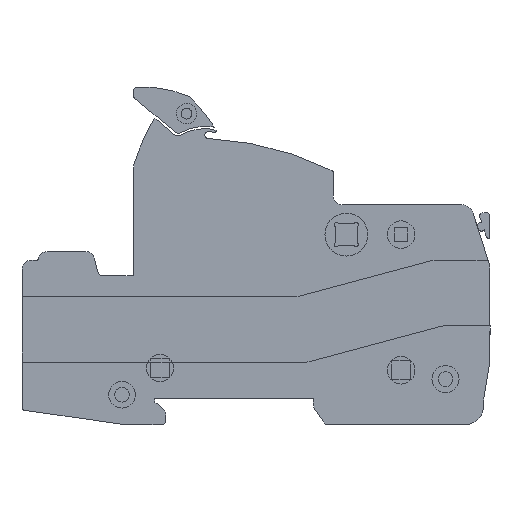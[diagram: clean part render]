
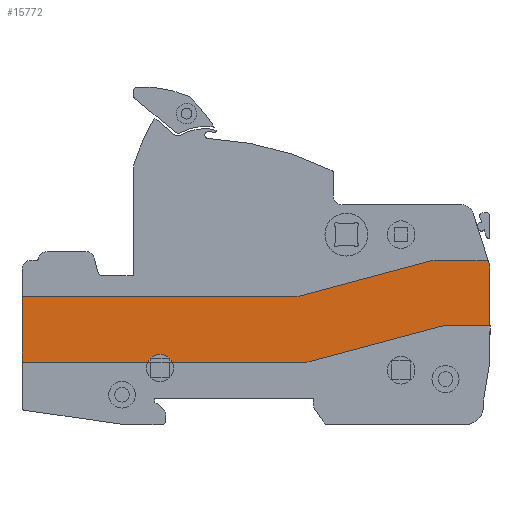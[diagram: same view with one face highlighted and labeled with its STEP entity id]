
A CAD part, left-side view. The second image highlights one B-rep face of the part: STEP entity #15772.
In plain terms, the highlighted planar face has unit normal (-1, 0, 0).
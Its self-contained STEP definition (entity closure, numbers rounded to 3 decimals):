
#15552=CARTESIAN_POINT('',(0.0,13.677,8.124));
#15553=VERTEX_POINT('',#15552);
#15560=CARTESIAN_POINT('',(0.0,19.284,8.124));
#15561=VERTEX_POINT('',#15560);
#15562=CARTESIAN_POINT('',(0.0,16.48,6.8));
#15563=DIRECTION('',(1.0,0.0,0.0));
#15564=DIRECTION('',(0.0,0.0,1.0));
#15565=AXIS2_PLACEMENT_3D('',#15562,#15563,#15564);
#15566=CIRCLE('',#15565,3.1);
#15567=EDGE_CURVE('',#15561,#15553,#15566,.T.);
#15610=CARTESIAN_POINT('',(0.0,47.5,8.124));
#15611=VERTEX_POINT('',#15610);
#15612=CARTESIAN_POINT('',(0.0,19.284,8.124));
#15613=DIRECTION('',(0.0,1.0,0.0));
#15614=VECTOR('',#15613,28.216);
#15615=LINE('',#15612,#15614);
#15616=EDGE_CURVE('',#15561,#15611,#15615,.T.);
#15634=CARTESIAN_POINT('',(0.0,-16.272,8.124));
#15635=VERTEX_POINT('',#15634);
#15642=CARTESIAN_POINT('',(0.0,-16.272,8.124));
#15643=DIRECTION('',(0.0,1.0,0.0));
#15644=VECTOR('',#15643,29.948);
#15645=LINE('',#15642,#15644);
#15646=EDGE_CURVE('',#15635,#15553,#15645,.T.);
#15655=CARTESIAN_POINT('',(0.,-5.272,17.841));
#15656=DIRECTION('',(-1.0,0.0,0.0));
#15657=DIRECTION('',(0.0,0.0,1.0));
#15658=AXIS2_PLACEMENT_3D('',#15655,#15656,#15657);
#15659=PLANE('',#15658);
#15660=ORIENTED_EDGE('',*,*,#15567,.T.);
#15661=ORIENTED_EDGE('',*,*,#15646,.F.);
#15662=CARTESIAN_POINT('',(0.0,-17.047,8.226));
#15663=VERTEX_POINT('',#15662);
#15664=CARTESIAN_POINT('',(0.0,-16.271,11.105));
#15665=DIRECTION('',(1.0,0.,0.));
#15666=DIRECTION('',(0.,-0.131,-0.991));
#15667=AXIS2_PLACEMENT_3D('',#15664,#15665,#15666);
#15668=CIRCLE('',#15667,2.982);
#15669=EDGE_CURVE('',#15663,#15635,#15668,.T.);
#15670=ORIENTED_EDGE('',*,*,#15669,.F.);
#15671=CARTESIAN_POINT('',(0.,-46.62,16.15));
#15672=VERTEX_POINT('',#15671);
#15673=CARTESIAN_POINT('',(0.,-46.62,16.15));
#15674=DIRECTION('',(0.,0.966,-0.259));
#15675=VECTOR('',#15674,30.617);
#15676=LINE('',#15673,#15675);
#15677=EDGE_CURVE('',#15672,#15663,#15676,.T.);
#15678=ORIENTED_EDGE('',*,*,#15677,.F.);
#15679=CARTESIAN_POINT('',(0.,-47.391,16.252));
#15680=VERTEX_POINT('',#15679);
#15681=CARTESIAN_POINT('',(0.0,-47.394,13.267));
#15682=DIRECTION('',(-1.0,0.,0.));
#15683=DIRECTION('',(0.,0.131,0.991));
#15684=AXIS2_PLACEMENT_3D('',#15681,#15682,#15683);
#15685=CIRCLE('',#15684,2.985);
#15686=EDGE_CURVE('',#15680,#15672,#15685,.T.);
#15687=ORIENTED_EDGE('',*,*,#15686,.F.);
#15688=CARTESIAN_POINT('',(0.,-57.75,16.252));
#15689=VERTEX_POINT('',#15688);
#15690=CARTESIAN_POINT('',(0.,-57.75,16.252));
#15691=DIRECTION('',(0.0,1.0,0.0));
#15692=VECTOR('',#15691,10.359);
#15693=LINE('',#15690,#15692);
#15694=EDGE_CURVE('',#15689,#15680,#15693,.T.);
#15695=ORIENTED_EDGE('',*,*,#15694,.F.);
#15696=CARTESIAN_POINT('',(0.,-57.75,29.001));
#15697=VERTEX_POINT('',#15696);
#15698=CARTESIAN_POINT('',(0.,-57.75,29.001));
#15699=DIRECTION('',(0.0,0.0,-1.0));
#15700=VECTOR('',#15699,12.749);
#15701=LINE('',#15698,#15700);
#15702=EDGE_CURVE('',#15697,#15689,#15701,.T.);
#15703=ORIENTED_EDGE('',*,*,#15702,.F.);
#15704=CARTESIAN_POINT('',(0.,-57.511,30.527));
#15705=VERTEX_POINT('',#15704);
#15706=CARTESIAN_POINT('',(0.,-52.756,29.));
#15707=DIRECTION('',(1.0,0.,0.));
#15708=DIRECTION('',(0.,-0.988,0.155));
#15709=AXIS2_PLACEMENT_3D('',#15706,#15707,#15708);
#15710=CIRCLE('',#15709,4.994);
#15711=EDGE_CURVE('',#15705,#15697,#15710,.T.);
#15712=ORIENTED_EDGE('',*,*,#15711,.F.);
#15713=CARTESIAN_POINT('',(0.,-57.342,31.052));
#15714=VERTEX_POINT('',#15713);
#15715=CARTESIAN_POINT('',(0.,-57.342,31.052));
#15716=DIRECTION('',(0.,-0.305,-0.952));
#15717=VECTOR('',#15716,0.551);
#15718=LINE('',#15715,#15717);
#15719=EDGE_CURVE('',#15714,#15705,#15718,.T.);
#15720=ORIENTED_EDGE('',*,*,#15719,.F.);
#15721=CARTESIAN_POINT('',(0.,-45.448,31.052));
#15722=VERTEX_POINT('',#15721);
#15723=CARTESIAN_POINT('',(0.,-45.448,31.052));
#15724=DIRECTION('',(0.0,-1.0,0.0));
#15725=VECTOR('',#15724,11.895);
#15726=LINE('',#15723,#15725);
#15727=EDGE_CURVE('',#15722,#15714,#15726,.T.);
#15728=ORIENTED_EDGE('',*,*,#15727,.F.);
#15729=CARTESIAN_POINT('',(0.,-44.665,30.948));
#15730=VERTEX_POINT('',#15729);
#15731=CARTESIAN_POINT('',(0.,-45.449,28.034));
#15732=DIRECTION('',(1.0,0.,0.));
#15733=DIRECTION('',(0.,0.131,0.991));
#15734=AXIS2_PLACEMENT_3D('',#15731,#15732,#15733);
#15735=CIRCLE('',#15734,3.018);
#15736=EDGE_CURVE('',#15730,#15722,#15735,.T.);
#15737=ORIENTED_EDGE('',*,*,#15736,.F.);
#15738=CARTESIAN_POINT('',(0.,-15.098,23.026));
#15739=VERTEX_POINT('',#15738);
#15740=CARTESIAN_POINT('',(0.,-15.098,23.026));
#15741=DIRECTION('',(0.,-0.966,0.259));
#15742=VECTOR('',#15741,30.61);
#15743=LINE('',#15740,#15742);
#15744=EDGE_CURVE('',#15739,#15730,#15743,.T.);
#15745=ORIENTED_EDGE('',*,*,#15744,.F.);
#15746=CARTESIAN_POINT('',(0.,-14.328,22.924));
#15747=VERTEX_POINT('',#15746);
#15748=CARTESIAN_POINT('',(0.,-14.325,25.905));
#15749=DIRECTION('',(-1.0,0.,0.));
#15750=DIRECTION('',(0.,-0.131,-0.991));
#15751=AXIS2_PLACEMENT_3D('',#15748,#15749,#15750);
#15752=CIRCLE('',#15751,2.981);
#15753=EDGE_CURVE('',#15747,#15739,#15752,.T.);
#15754=ORIENTED_EDGE('',*,*,#15753,.F.);
#15755=CARTESIAN_POINT('',(0.,47.5,22.924));
#15756=VERTEX_POINT('',#15755);
#15757=CARTESIAN_POINT('',(0.,47.5,22.924));
#15758=DIRECTION('',(0.0,-1.0,0.0));
#15759=VECTOR('',#15758,61.829);
#15760=LINE('',#15757,#15759);
#15761=EDGE_CURVE('',#15756,#15747,#15760,.T.);
#15762=ORIENTED_EDGE('',*,*,#15761,.F.);
#15763=CARTESIAN_POINT('',(0.,47.5,8.124));
#15764=DIRECTION('',(0.0,0.0,1.0));
#15765=VECTOR('',#15764,14.8);
#15766=LINE('',#15763,#15765);
#15767=EDGE_CURVE('',#15611,#15756,#15766,.T.);
#15768=ORIENTED_EDGE('',*,*,#15767,.F.);
#15769=ORIENTED_EDGE('',*,*,#15616,.F.);
#15770=EDGE_LOOP('',(#15660,#15661,#15670,#15678,#15687,#15695,#15703,#15712,#15720,#15728,#15737,#15745,#15754,#15762,#15768,#15769));
#15771=FACE_OUTER_BOUND('',#15770,.T.);
#15772=ADVANCED_FACE('',(#15771),#15659,.T.);
